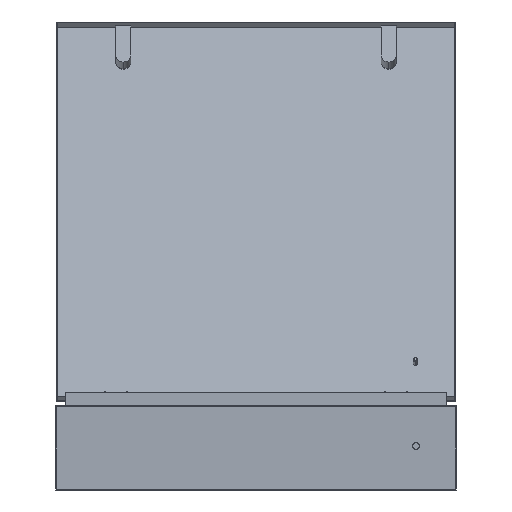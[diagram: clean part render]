
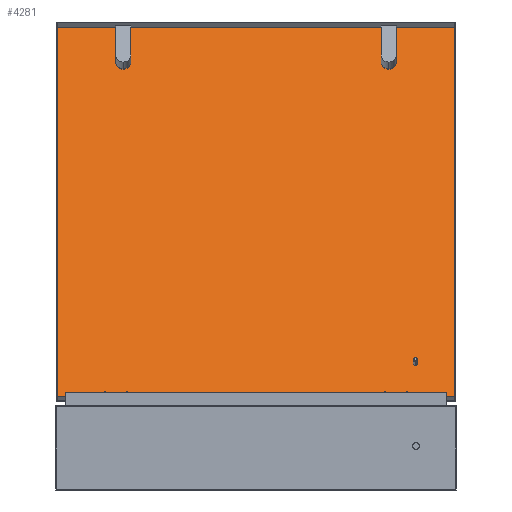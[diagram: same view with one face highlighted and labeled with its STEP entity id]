
A CAD part, left-side view. The second image highlights one B-rep face of the part: STEP entity #4281.
In plain terms, the highlighted face is planar.
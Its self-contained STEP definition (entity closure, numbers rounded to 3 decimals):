
#109 = VERTEX_POINT ( 'NONE', #6682 ) ;
#178 = EDGE_CURVE ( 'NONE', #5952, #5785, #2360, .T. ) ;
#354 = CARTESIAN_POINT ( 'NONE',  ( -232., -199., -1. ) ) ;
#422 = ORIENTED_EDGE ( 'NONE', *, *, #2691, .T. ) ;
#471 = CIRCLE ( 'NONE', #3477, 11.5 ) ;
#612 = AXIS2_PLACEMENT_3D ( 'NONE', #1882, #5559, #5048 ) ;
#724 = LINE ( 'NONE', #4763, #1976 ) ;
#761 = ORIENTED_EDGE ( 'NONE', *, *, #178, .F. ) ;
#779 = EDGE_LOOP ( 'NONE', ( #4286, #2370 ) ) ;
#873 = CIRCLE ( 'NONE', #2743, 11.5 ) ;
#928 = EDGE_CURVE ( 'NONE', #5089, #1053, #873, .T. ) ;
#953 = DIRECTION ( 'NONE',  ( -1., 0., 0. ) ) ;
#988 = DIRECTION ( 'NONE',  ( 0., -1., 0. ) ) ;
#992 = DIRECTION ( 'NONE',  ( 0., 1., 0. ) ) ;
#1053 = VERTEX_POINT ( 'NONE', #1974 ) ;
#1232 = DIRECTION ( 'NONE',  ( 1., 0., 0. ) ) ;
#1372 = EDGE_LOOP ( 'NONE', ( #3256, #3198 ) ) ;
#1412 = CARTESIAN_POINT ( 'NONE',  ( -297.5, -298., -1. ) ) ;
#1498 = FACE_BOUND ( 'NONE', #1372, .T. ) ;
#1550 = AXIS2_PLACEMENT_3D ( 'NONE', #1962, #3682, #4172 ) ;
#1882 = CARTESIAN_POINT ( 'NONE',  ( 0., 0., -1. ) ) ;
#1916 = ORIENTED_EDGE ( 'NONE', *, *, #6647, .T. ) ;
#1962 = CARTESIAN_POINT ( 'NONE',  ( -243.5, 199., -1. ) ) ;
#1974 = CARTESIAN_POINT ( 'NONE',  ( -255., -199., -1. ) ) ;
#1976 = VECTOR ( 'NONE', #988, 1000. ) ;
#2045 = DIRECTION ( 'NONE',  ( 1., 0., 0. ) ) ;
#2063 = LINE ( 'NONE', #2577, #4672 ) ;
#2077 = CIRCLE ( 'NONE', #1550, 11.5 ) ;
#2104 = VERTEX_POINT ( 'NONE', #4412 ) ;
#2153 = CARTESIAN_POINT ( 'NONE',  ( 297.5, -298., -1. ) ) ;
#2162 = FACE_BOUND ( 'NONE', #779, .T. ) ;
#2275 = CARTESIAN_POINT ( 'NONE',  ( 238.5, -239., -1. ) ) ;
#2281 = VERTEX_POINT ( 'NONE', #5898 ) ;
#2360 = LINE ( 'NONE', #5261, #6448 ) ;
#2370 = ORIENTED_EDGE ( 'NONE', *, *, #4827, .T. ) ;
#2429 = ORIENTED_EDGE ( 'NONE', *, *, #2812, .F. ) ;
#2554 = DIRECTION ( 'NONE',  ( 0., 0., 1. ) ) ;
#2559 = CARTESIAN_POINT ( 'NONE',  ( 238.5, -239., -1. ) ) ;
#2577 = CARTESIAN_POINT ( 'NONE',  ( 297.5, 0., -1. ) ) ;
#2691 = EDGE_CURVE ( 'NONE', #5462, #109, #471, .T. ) ;
#2729 = CARTESIAN_POINT ( 'NONE',  ( 297.5, 298., -1. ) ) ;
#2743 = AXIS2_PLACEMENT_3D ( 'NONE', #4185, #6820, #2045 ) ;
#2786 = CARTESIAN_POINT ( 'NONE',  ( -243.5, -199., -1. ) ) ;
#2812 = EDGE_CURVE ( 'NONE', #5785, #6192, #2063, .T. ) ;
#2914 = CARTESIAN_POINT ( 'NONE',  ( -232., 199., -1. ) ) ;
#3091 = DIRECTION ( 'NONE',  ( 1., 0., 0. ) ) ;
#3153 = EDGE_CURVE ( 'NONE', #5127, #5952, #724, .T. ) ;
#3198 = ORIENTED_EDGE ( 'NONE', *, *, #5860, .F. ) ;
#3256 = ORIENTED_EDGE ( 'NONE', *, *, #3767, .F. ) ;
#3330 = DIRECTION ( 'NONE',  ( 0., 0., 1. ) ) ;
#3477 = AXIS2_PLACEMENT_3D ( 'NONE', #6796, #2554, #3091 ) ;
#3541 = CARTESIAN_POINT ( 'NONE',  ( -297.5, 298., -1. ) ) ;
#3614 = AXIS2_PLACEMENT_3D ( 'NONE', #2786, #3330, #4976 ) ;
#3682 = DIRECTION ( 'NONE',  ( 0., 0., 1. ) ) ;
#3767 = EDGE_CURVE ( 'NONE', #2104, #2281, #6642, .T. ) ;
#3789 = ORIENTED_EDGE ( 'NONE', *, *, #3153, .F. ) ;
#3812 = VECTOR ( 'NONE', #953, 1000. ) ;
#3874 = EDGE_CURVE ( 'NONE', #6192, #5127, #5721, .T. ) ;
#4172 = DIRECTION ( 'NONE',  ( 1., 0., 0. ) ) ;
#4185 = CARTESIAN_POINT ( 'NONE',  ( -243.5, -199., -1. ) ) ;
#4281 = ADVANCED_FACE ( 'NONE', ( #2162, #5429, #4772, #1498 ), #6664, .F. ) ;
#4286 = ORIENTED_EDGE ( 'NONE', *, *, #928, .T. ) ;
#4412 = CARTESIAN_POINT ( 'NONE',  ( 241.5, -239., -1. ) ) ;
#4485 = ORIENTED_EDGE ( 'NONE', *, *, #3874, .F. ) ;
#4672 = VECTOR ( 'NONE', #992, 1000. ) ;
#4750 = CARTESIAN_POINT ( 'NONE',  ( 0., 298., -1. ) ) ;
#4763 = CARTESIAN_POINT ( 'NONE',  ( -297.5, 0., -1. ) ) ;
#4772 = FACE_OUTER_BOUND ( 'NONE', #6486, .T. ) ;
#4827 = EDGE_CURVE ( 'NONE', #1053, #5089, #6095, .T. ) ;
#4976 = DIRECTION ( 'NONE',  ( 1., 0., 0. ) ) ;
#4997 = DIRECTION ( 'NONE',  ( 0., 0., -1. ) ) ;
#5048 = DIRECTION ( 'NONE',  ( 1., 0., 0. ) ) ;
#5089 = VERTEX_POINT ( 'NONE', #354 ) ;
#5127 = VERTEX_POINT ( 'NONE', #3541 ) ;
#5261 = CARTESIAN_POINT ( 'NONE',  ( 0., -298., -1. ) ) ;
#5278 = DIRECTION ( 'NONE',  ( 0., 0., -1. ) ) ;
#5414 = AXIS2_PLACEMENT_3D ( 'NONE', #2559, #5278, #5764 ) ;
#5429 = FACE_BOUND ( 'NONE', #5455, .T. ) ;
#5455 = EDGE_LOOP ( 'NONE', ( #422, #1916 ) ) ;
#5462 = VERTEX_POINT ( 'NONE', #2914 ) ;
#5559 = DIRECTION ( 'NONE',  ( 0., 0., 1. ) ) ;
#5711 = AXIS2_PLACEMENT_3D ( 'NONE', #2275, #4997, #1232 ) ;
#5721 = LINE ( 'NONE', #4750, #3812 ) ;
#5764 = DIRECTION ( 'NONE',  ( 1., 0., 0. ) ) ;
#5785 = VERTEX_POINT ( 'NONE', #2153 ) ;
#5860 = EDGE_CURVE ( 'NONE', #2281, #2104, #6489, .T. ) ;
#5898 = CARTESIAN_POINT ( 'NONE',  ( 235.5, -239., -1. ) ) ;
#5952 = VERTEX_POINT ( 'NONE', #1412 ) ;
#6095 = CIRCLE ( 'NONE', #3614, 11.5 ) ;
#6192 = VERTEX_POINT ( 'NONE', #2729 ) ;
#6448 = VECTOR ( 'NONE', #6835, 1000. ) ;
#6486 = EDGE_LOOP ( 'NONE', ( #3789, #4485, #2429, #761 ) ) ;
#6489 = CIRCLE ( 'NONE', #5711, 3. ) ;
#6642 = CIRCLE ( 'NONE', #5414, 3. ) ;
#6647 = EDGE_CURVE ( 'NONE', #109, #5462, #2077, .T. ) ;
#6664 = PLANE ( 'NONE',  #612 ) ;
#6682 = CARTESIAN_POINT ( 'NONE',  ( -255., 199., -1. ) ) ;
#6796 = CARTESIAN_POINT ( 'NONE',  ( -243.5, 199., -1. ) ) ;
#6820 = DIRECTION ( 'NONE',  ( 0., 0., 1. ) ) ;
#6835 = DIRECTION ( 'NONE',  ( 1., 0., 0. ) ) ;
